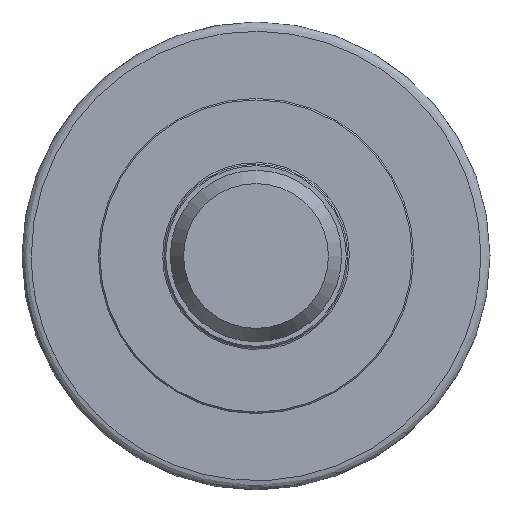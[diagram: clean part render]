
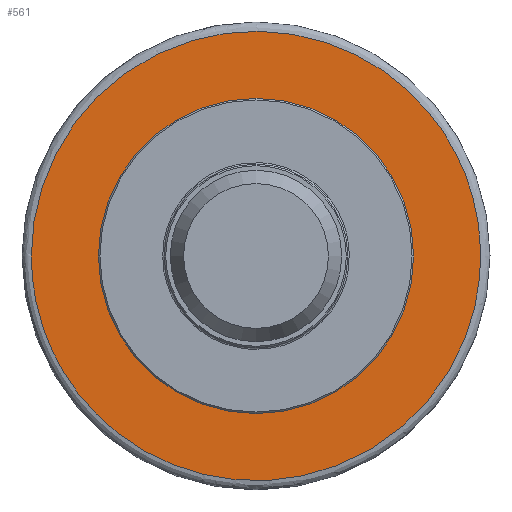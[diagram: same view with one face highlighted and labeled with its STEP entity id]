
A CAD part, left-side view. The second image highlights one B-rep face of the part: STEP entity #561.
In plain terms, the highlighted planar face has unit normal (-1, 0, 0).
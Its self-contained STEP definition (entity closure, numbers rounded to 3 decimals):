
#76 = EDGE_CURVE ( 'NONE', #1656, #1656, #1722, .T. ) ;
#77 = EDGE_CURVE ( 'NONE', #1658, #1658, #419, .T. ) ;
#254 = ORIENTED_EDGE ( 'NONE', *, *, #76, .F. ) ;
#255 = ORIENTED_EDGE ( 'NONE', *, *, #77, .T. ) ;
#273 = EDGE_LOOP ( 'NONE', ( #255 ) ) ;
#280 = EDGE_LOOP ( 'NONE', ( #254 ) ) ;
#419 = CIRCLE ( 'NONE', #595, 50.7 ) ;
#497 = FACE_BOUND ( 'NONE', #273, .T. ) ;
#502 = FACE_OUTER_BOUND ( 'NONE', #280, .T. ) ;
#561 = ADVANCED_FACE ( 'NONE', ( #502, #497 ), #1520, .T. ) ;
#595 = AXIS2_PLACEMENT_3D ( 'NONE', #1240, #1248, #1249 ) ;
#638 = AXIS2_PLACEMENT_3D ( 'NONE', #1514, #1521, #1522 ) ;
#1234 = CARTESIAN_POINT ( 'NONE',  ( 28.8, 73.423, 146.846 ) ) ;
#1237 = CARTESIAN_POINT ( 'NONE',  ( 28.8, 73.423, 0. ) ) ;
#1240 = CARTESIAN_POINT ( 'NONE',  ( 28.8, 0., 0. ) ) ;
#1242 = CARTESIAN_POINT ( 'NONE',  ( 28.8, -73.423, 146.846 ) ) ;
#1243 = CARTESIAN_POINT ( 'NONE',  ( 28.8, -73.423, 0. ) ) ;
#1244 = CARTESIAN_POINT ( 'NONE',  ( 28.8, -73.423, -146.846 ) ) ;
#1245 = CARTESIAN_POINT ( 'NONE',  ( 28.8, 73.423, -146.846 ) ) ;
#1246 = CARTESIAN_POINT ( 'NONE',  ( 28.8, 73.423, 0. ) ) ;
#1248 = DIRECTION ( 'NONE',  ( 1., 0., 0. ) ) ;
#1249 = DIRECTION ( 'NONE',  ( 0., 1., 0. ) ) ;
#1514 = CARTESIAN_POINT ( 'NONE',  ( 28.8, 66.441, 0. ) ) ;
#1520 = PLANE ( 'NONE',  #638 ) ;
#1521 = DIRECTION ( 'NONE',  ( -1., 0., 0. ) ) ;
#1522 = DIRECTION ( 'NONE',  ( 0., -1., 0. ) ) ;
#1656 = VERTEX_POINT ( 'NONE', #1657 ) ;
#1657 = CARTESIAN_POINT ( 'NONE',  ( 28.8, 73.423, 0. ) ) ;
#1658 = VERTEX_POINT ( 'NONE', #1659 ) ;
#1659 = CARTESIAN_POINT ( 'NONE',  ( 28.8, 50.7, 0. ) ) ;
#1722 =( BOUNDED_CURVE ( )  B_SPLINE_CURVE ( 3, ( #1237, #1234, #1242, #1243, #1244, #1245, #1246 ),
 .UNSPECIFIED., .T., .F. ) 
 B_SPLINE_CURVE_WITH_KNOTS ( ( 4, 3, 4 ),
 ( 0., 0.5, 1. ),
 .UNSPECIFIED. ) 
 CURVE ( )  GEOMETRIC_REPRESENTATION_ITEM ( )  RATIONAL_B_SPLINE_CURVE ( ( 1., 0.333, 0.333, 1., 0.333, 0.333, 1. ) ) 
 REPRESENTATION_ITEM ( '' )  );
